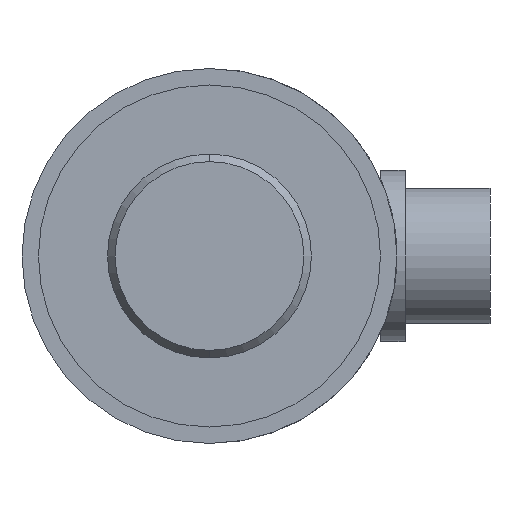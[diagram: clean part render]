
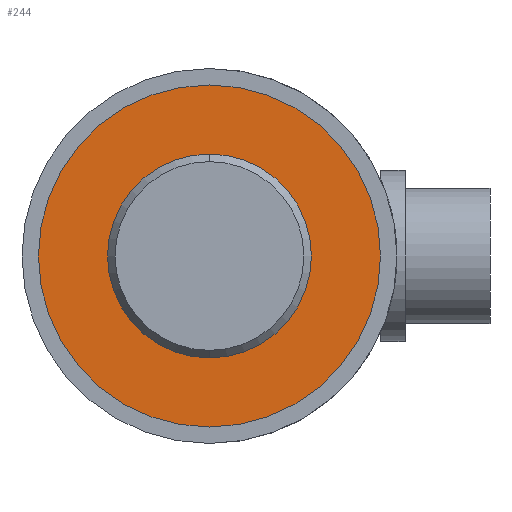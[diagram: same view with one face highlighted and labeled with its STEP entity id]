
A CAD part, front view. The second image highlights one B-rep face of the part: STEP entity #244.
In plain terms, the highlighted planar face has unit normal (0, -1, 0).
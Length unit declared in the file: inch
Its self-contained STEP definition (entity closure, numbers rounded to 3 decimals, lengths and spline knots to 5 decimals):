
#69 = EDGE_CURVE ( 'NONE', #74, #70, #485, .T. ) ;
#70 = VERTEX_POINT ( 'NONE', #480 ) ;
#74 = VERTEX_POINT ( 'NONE', #524 ) ;
#96 = VERTEX_POINT ( 'NONE', #541 ) ;
#98 = EDGE_CURVE ( 'NONE', #99, #96, #605, .T. ) ;
#99 = VERTEX_POINT ( 'NONE', #600 ) ;
#243 = EDGE_CURVE ( 'NONE', #70, #74, #782, .T. ) ;
#244 = ADVANCED_FACE ( 'NONE', ( #783, #777 ), #949, .T. ) ;
#245 = EDGE_LOOP ( 'NONE', ( #246, #247 ) ) ;
#246 = ORIENTED_EDGE ( 'NONE', *, *, #98, .T. ) ;
#247 = ORIENTED_EDGE ( 'NONE', *, *, #248, .T. ) ;
#248 = EDGE_CURVE ( 'NONE', #96, #99, #944, .T. ) ;
#249 = EDGE_LOOP ( 'NONE', ( #250, #251 ) ) ;
#250 = ORIENTED_EDGE ( 'NONE', *, *, #243, .F. ) ;
#251 = ORIENTED_EDGE ( 'NONE', *, *, #69, .F. ) ;
#480 = CARTESIAN_POINT ( 'NONE',  ( 2.425, 3.73, -0.35838 ) ) ;
#481 = DIRECTION ( 'NONE',  ( 0., 0., -1. ) ) ;
#482 = DIRECTION ( 'NONE',  ( 0., -1., 0. ) ) ;
#483 = CARTESIAN_POINT ( 'NONE',  ( 2.425, 3.73, 0. ) ) ;
#484 = AXIS2_PLACEMENT_3D ( 'NONE', #483, #482, #481 ) ;
#485 = CIRCLE ( 'NONE', #484, 0.35838 ) ;
#524 = CARTESIAN_POINT ( 'NONE',  ( 2.425, 3.73, 0.35838 ) ) ;
#541 = CARTESIAN_POINT ( 'NONE',  ( 2.425, 3.73, 0.625 ) ) ;
#600 = CARTESIAN_POINT ( 'NONE',  ( 2.425, 3.73, -0.625 ) ) ;
#601 = DIRECTION ( 'NONE',  ( 0., 0., -1. ) ) ;
#602 = DIRECTION ( 'NONE',  ( 0., -1., 0. ) ) ;
#603 = CARTESIAN_POINT ( 'NONE',  ( 2.425, 3.73, 0. ) ) ;
#604 = AXIS2_PLACEMENT_3D ( 'NONE', #603, #602, #601 ) ;
#605 = CIRCLE ( 'NONE', #604, 0.625 ) ;
#777 = FACE_BOUND ( 'NONE', #249, .T. ) ;
#778 = DIRECTION ( 'NONE',  ( 0., 0., -1. ) ) ;
#779 = DIRECTION ( 'NONE',  ( 0., -1., 0. ) ) ;
#780 = CARTESIAN_POINT ( 'NONE',  ( 2.425, 3.73, 0. ) ) ;
#781 = AXIS2_PLACEMENT_3D ( 'NONE', #780, #779, #778 ) ;
#782 = CIRCLE ( 'NONE', #781, 0.35838 ) ;
#783 = FACE_OUTER_BOUND ( 'NONE', #245, .T. ) ;
#940 = DIRECTION ( 'NONE',  ( 0., 0., -1. ) ) ;
#941 = DIRECTION ( 'NONE',  ( 0., -1., 0. ) ) ;
#942 = CARTESIAN_POINT ( 'NONE',  ( 2.425, 3.73, 0. ) ) ;
#943 = AXIS2_PLACEMENT_3D ( 'NONE', #942, #941, #940 ) ;
#944 = CIRCLE ( 'NONE', #943, 0.625 ) ;
#945 = DIRECTION ( 'NONE',  ( 0., 0., -1. ) ) ;
#946 = DIRECTION ( 'NONE',  ( 0., -1., 0. ) ) ;
#947 = CARTESIAN_POINT ( 'NONE',  ( 2.78338, 3.73, 0. ) ) ;
#948 = AXIS2_PLACEMENT_3D ( 'NONE', #947, #946, #945 ) ;
#949 = PLANE ( 'NONE',  #948 ) ;
